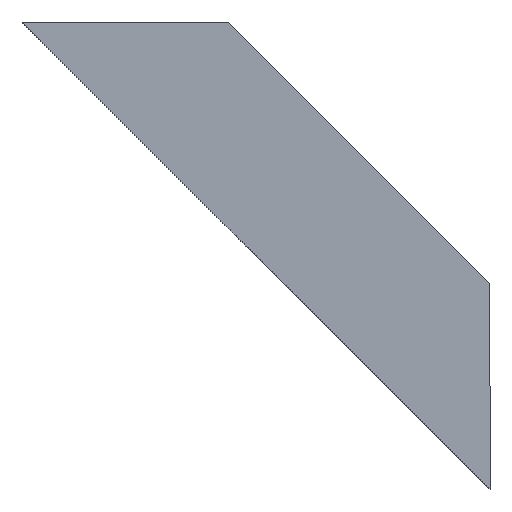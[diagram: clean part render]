
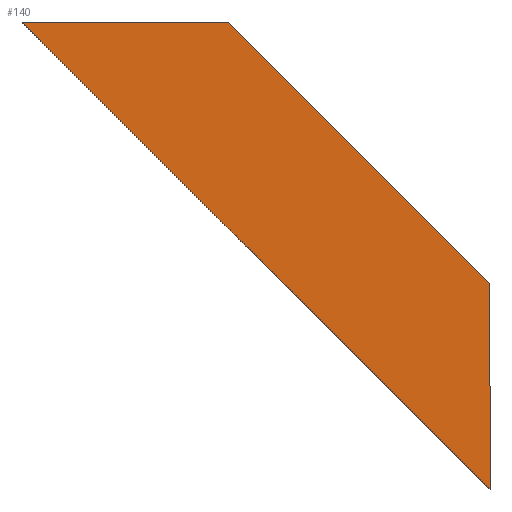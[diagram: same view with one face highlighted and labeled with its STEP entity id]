
A CAD part, front view. The second image highlights one B-rep face of the part: STEP entity #140.
In plain terms, the highlighted planar face has unit normal (0, -1, 0).
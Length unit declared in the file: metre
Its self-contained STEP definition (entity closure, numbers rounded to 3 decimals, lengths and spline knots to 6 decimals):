
#38=ORIENTED_EDGE('',*,*,#52,.F.);
#39=ORIENTED_EDGE('',*,*,#57,.F.);
#40=ORIENTED_EDGE('',*,*,#62,.F.);
#41=ORIENTED_EDGE('',*,*,#65,.F.);
#52=EDGE_CURVE('',#68,#69,#80,.T.);
#57=EDGE_CURVE('',#72,#68,#84,.T.);
#62=EDGE_CURVE('',#76,#72,#87,.T.);
#65=EDGE_CURVE('',#69,#76,#89,.T.);
#68=VERTEX_POINT('',#213);
#69=VERTEX_POINT('',#215);
#72=VERTEX_POINT('',#223);
#76=VERTEX_POINT('',#233);
#80=LINE('',#214,#92);
#84=LINE('',#224,#96);
#87=LINE('',#234,#99);
#89=LINE('',#239,#101);
#92=VECTOR('',#175,1.);
#96=VECTOR('',#183,1.);
#99=VECTOR('',#192,1.);
#101=VECTOR('',#198,1.);
#110=EDGE_LOOP('',(#38,#39,#40,#41));
#124=FACE_BOUND('',#110,.T.);
#134=PLANE('',#165);
#140=ADVANCED_FACE('',(#124),#134,.T.);
#165=AXIS2_PLACEMENT_3D('',#240,#199,#200);
#175=DIRECTION('',(0.707,0.,-0.707));
#183=DIRECTION('',(1.,0.,0.));
#192=DIRECTION('',(-0.707,0.,0.707));
#198=DIRECTION('',(0.,0.,-1.));
#199=DIRECTION('',(0.,-1.,0.));
#200=DIRECTION('',(1.,0.,0.));
#213=CARTESIAN_POINT('',(-0.017929,-0.01,0.025));
#214=CARTESIAN_POINT('',(-0.008964,-0.01,0.016036));
#215=CARTESIAN_POINT('',(0.,-0.01,0.007071));
#223=CARTESIAN_POINT('',(-0.032071,-0.01,0.025));
#224=CARTESIAN_POINT('',(-0.025,-0.01,0.025));
#233=CARTESIAN_POINT('',(0.,-0.01,-0.007071));
#234=CARTESIAN_POINT('',(-0.016036,-0.01,0.008964));
#239=CARTESIAN_POINT('',(0.,-0.01,0.));
#240=CARTESIAN_POINT('',(-0.016036,-0.01,0.008964));
